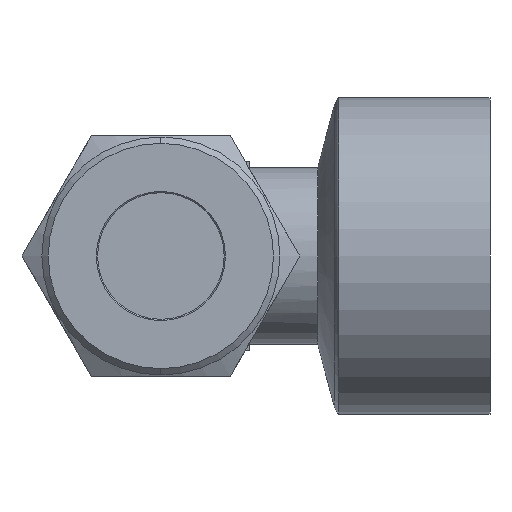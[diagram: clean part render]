
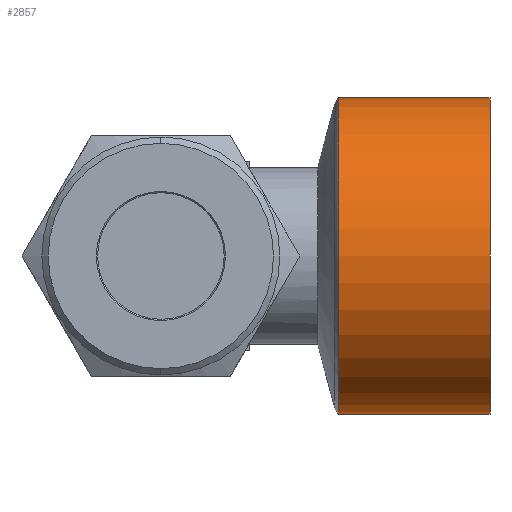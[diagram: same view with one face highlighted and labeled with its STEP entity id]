
A CAD part, left-side view. The second image highlights one B-rep face of the part: STEP entity #2857.
In plain terms, the highlighted cylindrical face has radius 12.5 mm (diameter 25 mm), a partial arc.
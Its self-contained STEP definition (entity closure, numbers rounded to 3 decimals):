
#276 = ORIENTED_EDGE ( 'NONE', *, *, #859, .F. ) ;
#277 = ORIENTED_EDGE ( 'NONE', *, *, #816, .T. ) ;
#278 = ORIENTED_EDGE ( 'NONE', *, *, #857, .T. ) ;
#279 = ORIENTED_EDGE ( 'NONE', *, *, #802, .T. ) ;
#350 = VERTEX_POINT ( 'NONE', #780 ) ;
#353 = VERTEX_POINT ( 'NONE', #1692 ) ;
#356 = VERTEX_POINT ( 'NONE', #1695 ) ;
#357 = VERTEX_POINT ( 'NONE', #1696 ) ;
#757 = CARTESIAN_POINT ( 'NONE',  ( 0., 1.5, 0. ) ) ;
#758 = DIRECTION ( 'NONE',  ( 0., 1., 0. ) ) ;
#759 = DIRECTION ( 'NONE',  ( 0., 0., 1. ) ) ;
#780 = CARTESIAN_POINT ( 'NONE',  ( 0., 1.5, 12.5 ) ) ;
#802 = EDGE_CURVE ( 'NONE', #357, #356, #2474, .T. ) ;
#816 = EDGE_CURVE ( 'NONE', #353, #350, #2486, .T. ) ;
#857 = EDGE_CURVE ( 'NONE', #350, #357, #1414, .T. ) ;
#859 = EDGE_CURVE ( 'NONE', #353, #356, #1413, .T. ) ;
#1314 = AXIS2_PLACEMENT_3D ( 'NONE', #1840, #1836, #1837 ) ;
#1413 = LINE ( 'NONE', #2052, #1419 ) ;
#1414 = LINE ( 'NONE', #2035, #1416 ) ;
#1416 = VECTOR ( 'NONE', #2042, 1000. ) ;
#1419 = VECTOR ( 'NONE', #2046, 1000. ) ;
#1679 = FACE_OUTER_BOUND ( 'NONE', #2377, .T. ) ;
#1681 = CYLINDRICAL_SURFACE ( 'NONE', #1314, 12.5 ) ;
#1692 = CARTESIAN_POINT ( 'NONE',  ( 0., 1.5, -12.5 ) ) ;
#1695 = CARTESIAN_POINT ( 'NONE',  ( 0., 13.467, -12.5 ) ) ;
#1696 = CARTESIAN_POINT ( 'NONE',  ( 0., 13.467, 12.5 ) ) ;
#1836 = DIRECTION ( 'NONE',  ( 0., 1., 0. ) ) ;
#1837 = DIRECTION ( 'NONE',  ( 0., 0., 1. ) ) ;
#1840 = CARTESIAN_POINT ( 'NONE',  ( 0., 19.709, 0. ) ) ;
#1953 = CARTESIAN_POINT ( 'NONE',  ( 0., 13.467, 0. ) ) ;
#1954 = DIRECTION ( 'NONE',  ( 0., -1., 0. ) ) ;
#1955 = DIRECTION ( 'NONE',  ( 0., 0., -1. ) ) ;
#2035 = CARTESIAN_POINT ( 'NONE',  ( 0., 19.709, 12.5 ) ) ;
#2042 = DIRECTION ( 'NONE',  ( 0., 1., 0. ) ) ;
#2046 = DIRECTION ( 'NONE',  ( 0., 1., 0. ) ) ;
#2052 = CARTESIAN_POINT ( 'NONE',  ( 0., 19.709, -12.5 ) ) ;
#2377 = EDGE_LOOP ( 'NONE', ( #276, #277, #278, #279 ) ) ;
#2474 = CIRCLE ( 'NONE', #2933, 12.5 ) ;
#2486 = CIRCLE ( 'NONE', #2942, 12.5 ) ;
#2857 = ADVANCED_FACE ( 'NONE', ( #1679 ), #1681, .T. ) ;
#2933 = AXIS2_PLACEMENT_3D ( 'NONE', #1953, #1954, #1955 ) ;
#2942 = AXIS2_PLACEMENT_3D ( 'NONE', #757, #758, #759 ) ;
